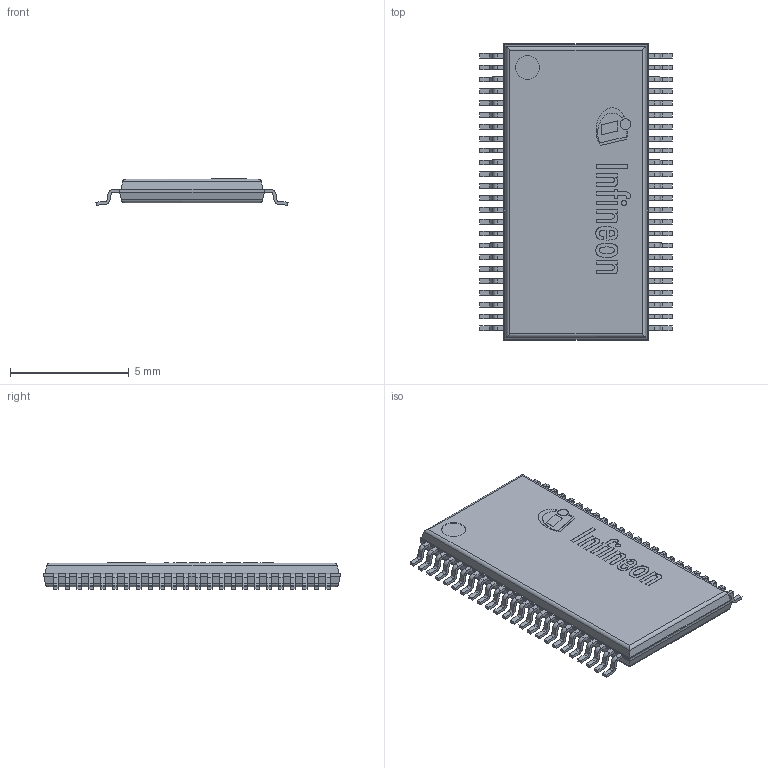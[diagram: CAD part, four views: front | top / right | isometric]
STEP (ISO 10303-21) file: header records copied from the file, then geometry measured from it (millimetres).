
FILE_DESCRIPTION(/* description */ (''),/* implementation_level */ '2;1');
FILE_NAME(/* name */ '1.stp',/* time_stamp */ '2024-06-21T14:47:33+05:30',/* author */ ('sivamani'),/* organization */ (''),/* preprocessor_version */ 'ST-DEVELOPER v19.2',/* originating_system */ 'AutoCAD Mechanical',/* authorisation */ '');
FILE_SCHEMA (('AUTOMOTIVE_DESIGN { 1 0 10303 214 3 1 1 }'));
Length unit declared in the file: millimetre
Products named in the file (1): Product
Bounding box: 8.1 x 12.5 x 1.11 mm (x, y, z)
Volume: 75.4 mm3; surface area: 534.6 mm2
Topology: 64 solids, 64 shells, 906 faces, 2323 edges, 1546 vertices
Faces by surface type: plane 588, cylinder 318
Full cylindrical faces by diameter (mm): 0.214 x1, 0.442 x1, 1 x2
Entity records: 27477 total; most frequent: CARTESIAN_POINT 4776, DIRECTION 4765, ORIENTED_EDGE 4646, EDGE_CURVE 2323, LINE 1695, VECTOR 1695, VERTEX_POINT 1546, AXIS2_PLACEMENT_3D 1535
